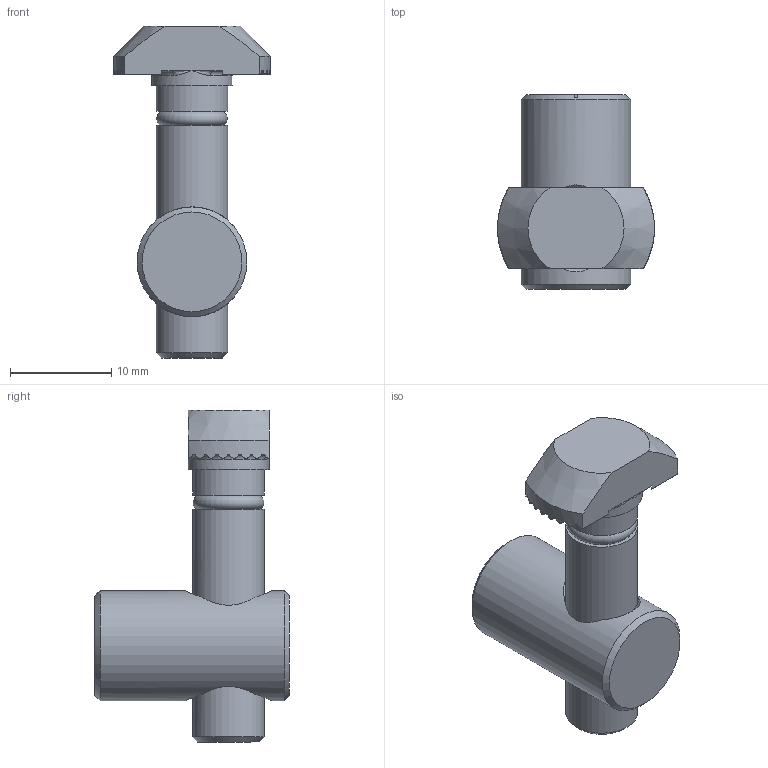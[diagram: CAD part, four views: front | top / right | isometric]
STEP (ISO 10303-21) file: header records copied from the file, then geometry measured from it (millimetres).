
FILE_DESCRIPTION(/* description */ ('Translator using VaultInventorServer'),/* implementation_level */ '2;1');
FILE_NAME(/* name */ 'CGIPD0000093_A.stp',/* time_stamp */ '2024-09-09T09:29:02+02:00',/* author */ (''),/* organization */ (''),/* preprocessor_version */ 'ST-DEVELOPER v18.1',/* originating_system */ 'Autodesk Inventor 2022',/* authorisation */ '');
FILE_SCHEMA (('AUTOMOTIVE_DESIGN { 1 0 10303 214 3 1 1 }'));
Length unit declared in the file: millimetre
Products named in the file (5): CGIPD0000093; 440000032720; 440000032712; 440000032721; 440000032713
Assembly tree (4 placements, depth 2):
  CGIPD0000093
    440000032720
    440000032712
    440000032721
    440000032713
Bounding box: 15.5 x 19.22 x 32.8 mm (x, y, z)
Volume: 2754.7 mm3; surface area: 2744.2 mm2
Topology: 4 solids, 4 shells, 167 faces, 447 edges, 287 vertices
Faces by surface type: cylinder 67, plane 59, bspline 23, cone 14, torus 3, sphere 1
Full cylindrical faces by diameter (mm): 5.7 x1, 6.8 x6, 7.1 x2, 7.3 x1, 8 x2, 10.85 x1
Entity records: 16860 total; most frequent: CARTESIAN_POINT 12858, ORIENTED_EDGE 886, DIRECTION 704, EDGE_CURVE 443, VERTEX_POINT 287, AXIS2_PLACEMENT_3D 283, EDGE_LOOP 176, FACE_OUTER_BOUND 167
